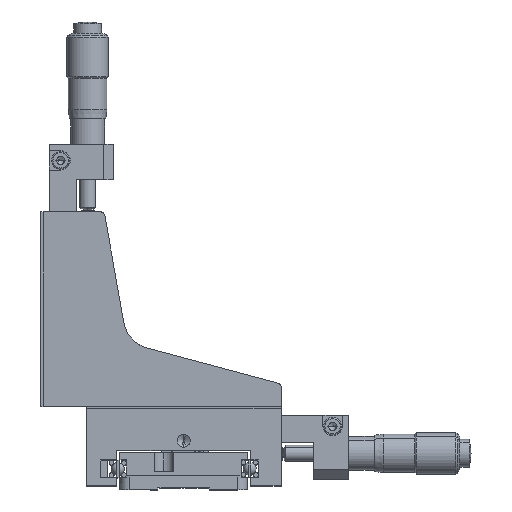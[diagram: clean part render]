
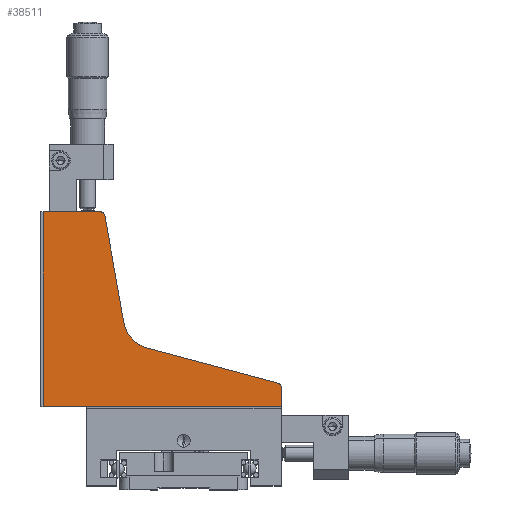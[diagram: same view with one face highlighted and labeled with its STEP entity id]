
A CAD part, top view. The second image highlights one B-rep face of the part: STEP entity #38511.
In plain terms, the highlighted planar face has unit normal (0, 0, 1).
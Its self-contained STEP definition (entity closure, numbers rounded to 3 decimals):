
#267 = EDGE_CURVE ( 'NONE', #8065, #11796, #33301, .T. ) ;
#951 = CARTESIAN_POINT ( 'NONE',  ( -43.7, 25.8, 92.789 ) ) ;
#1101 = DIRECTION ( 'NONE',  ( 0., -1., 0. ) ) ;
#1209 = CIRCLE ( 'NONE', #6662, 1.5 ) ;
#1518 = DIRECTION ( 'NONE',  ( 0.174, -0.985, 0. ) ) ;
#2148 = DIRECTION ( 'NONE',  ( 0., 0., 1. ) ) ;
#2692 = DIRECTION ( 'NONE',  ( 0., 0., -1. ) ) ;
#3167 = EDGE_CURVE ( 'NONE', #8050, #14917, #37428, .T. ) ;
#3179 = CARTESIAN_POINT ( 'NONE',  ( -43.7, 86.3, 92.789 ) ) ;
#3565 = CARTESIAN_POINT ( 'NONE',  ( 30.3, 31.649, 92.789 ) ) ;
#4116 = DIRECTION ( 'NONE',  ( 0., 1., 0. ) ) ;
#4133 = CARTESIAN_POINT ( 'NONE',  ( -8.784, 53.625, 92.789 ) ) ;
#4201 = VECTOR ( 'NONE', #25282, 1000. ) ;
#6662 = AXIS2_PLACEMENT_3D ( 'NONE', #20848, #2148, #39571 ) ;
#6779 = ORIENTED_EDGE ( 'NONE', *, *, #8182, .F. ) ;
#7626 = CARTESIAN_POINT ( 'NONE',  ( 29.188, 33.098, 92.789 ) ) ;
#7694 = EDGE_CURVE ( 'NONE', #16885, #11796, #11145, .T. ) ;
#8050 = VERTEX_POINT ( 'NONE', #37853 ) ;
#8065 = VERTEX_POINT ( 'NONE', #3565 ) ;
#8182 = EDGE_CURVE ( 'NONE', #8065, #26129, #39722, .T. ) ;
#8214 = EDGE_CURVE ( 'NONE', #10639, #8050, #13842, .T. ) ;
#8751 = CIRCLE ( 'NONE', #36947, 10. ) ;
#9018 = VECTOR ( 'NONE', #26250, 1000. ) ;
#10639 = VERTEX_POINT ( 'NONE', #22588 ) ;
#10915 = ORIENTED_EDGE ( 'NONE', *, *, #267, .T. ) ;
#10999 = CARTESIAN_POINT ( 'NONE',  ( -24.7, 86.3, 92.789 ) ) ;
#11145 = LINE ( 'NONE', #25585, #33576 ) ;
#11526 = DIRECTION ( 'NONE',  ( -1., 0., 0. ) ) ;
#11636 = PLANE ( 'NONE',  #16826 ) ;
#11746 = EDGE_LOOP ( 'NONE', ( #27064, #38622, #33504, #14193, #34919, #6779, #10915, #35999, #19121 ) ) ;
#11796 = VERTEX_POINT ( 'NONE', #7626 ) ;
#13571 = DIRECTION ( 'NONE',  ( -1., 0., 0. ) ) ;
#13832 = DIRECTION ( 'NONE',  ( 0., 0., 1. ) ) ;
#13842 = LINE ( 'NONE', #951, #34766 ) ;
#14193 = ORIENTED_EDGE ( 'NONE', *, *, #8214, .F. ) ;
#14755 = CARTESIAN_POINT ( 'NONE',  ( -43.7, 86.3, 92.789 ) ) ;
#14917 = VERTEX_POINT ( 'NONE', #35905 ) ;
#16826 = AXIS2_PLACEMENT_3D ( 'NONE', #14755, #2692, #11526 ) ;
#16885 = VERTEX_POINT ( 'NONE', #29127 ) ;
#16936 = DIRECTION ( 'NONE',  ( -1., 0., 0. ) ) ;
#18635 = CARTESIAN_POINT ( 'NONE',  ( -18.632, 51.889, 92.789 ) ) ;
#19121 = ORIENTED_EDGE ( 'NONE', *, *, #20742, .T. ) ;
#20710 = VERTEX_POINT ( 'NONE', #35996 ) ;
#20742 = EDGE_CURVE ( 'NONE', #16885, #24468, #8751, .T. ) ;
#20848 = CARTESIAN_POINT ( 'NONE',  ( -25.959, 84.8, 92.789 ) ) ;
#22588 = CARTESIAN_POINT ( 'NONE',  ( -43.7, 25.8, 92.789 ) ) ;
#23439 = CARTESIAN_POINT ( 'NONE',  ( 30.3, 25.8, 92.789 ) ) ;
#23580 = EDGE_CURVE ( 'NONE', #20710, #24468, #31067, .T. ) ;
#23640 = LINE ( 'NONE', #26382, #9018 ) ;
#24468 = VERTEX_POINT ( 'NONE', #18635 ) ;
#25199 = VECTOR ( 'NONE', #1518, 1000. ) ;
#25259 = AXIS2_PLACEMENT_3D ( 'NONE', #26233, #13832, #16936 ) ;
#25282 = DIRECTION ( 'NONE',  ( 1., 0., 0. ) ) ;
#25585 = CARTESIAN_POINT ( 'NONE',  ( 30.3, 32.8, 92.789 ) ) ;
#26129 = VERTEX_POINT ( 'NONE', #23439 ) ;
#26233 = CARTESIAN_POINT ( 'NONE',  ( 28.8, 31.649, 92.789 ) ) ;
#26250 = DIRECTION ( 'NONE',  ( -1., 0., 0. ) ) ;
#26382 = CARTESIAN_POINT ( 'NONE',  ( -43.7, 25.8, 92.789 ) ) ;
#27064 = ORIENTED_EDGE ( 'NONE', *, *, #23580, .F. ) ;
#28462 = VECTOR ( 'NONE', #1101, 1000. ) ;
#29127 = CARTESIAN_POINT ( 'NONE',  ( -11.373, 43.966, 92.789 ) ) ;
#31067 = LINE ( 'NONE', #10999, #25199 ) ;
#31440 = EDGE_CURVE ( 'NONE', #20710, #14917, #1209, .T. ) ;
#32210 = EDGE_CURVE ( 'NONE', #26129, #10639, #23640, .T. ) ;
#33301 = CIRCLE ( 'NONE', #25259, 1.5 ) ;
#33504 = ORIENTED_EDGE ( 'NONE', *, *, #3167, .F. ) ;
#33576 = VECTOR ( 'NONE', #38292, 1000. ) ;
#34766 = VECTOR ( 'NONE', #4116, 1000. ) ;
#34919 = ORIENTED_EDGE ( 'NONE', *, *, #32210, .F. ) ;
#35373 = CARTESIAN_POINT ( 'NONE',  ( 30.3, 25.8, 92.789 ) ) ;
#35905 = CARTESIAN_POINT ( 'NONE',  ( -25.959, 86.3, 92.789 ) ) ;
#35996 = CARTESIAN_POINT ( 'NONE',  ( -24.481, 85.06, 92.789 ) ) ;
#35999 = ORIENTED_EDGE ( 'NONE', *, *, #7694, .F. ) ;
#36078 = FACE_OUTER_BOUND ( 'NONE', #11746, .T. ) ;
#36947 = AXIS2_PLACEMENT_3D ( 'NONE', #4133, #38409, #13571 ) ;
#37428 = LINE ( 'NONE', #3179, #4201 ) ;
#37853 = CARTESIAN_POINT ( 'NONE',  ( -43.7, 86.3, 92.789 ) ) ;
#38292 = DIRECTION ( 'NONE',  ( 0.966, -0.259, 0. ) ) ;
#38409 = DIRECTION ( 'NONE',  ( 0., 0., -1. ) ) ;
#38511 = ADVANCED_FACE ( 'NONE', ( #36078 ), #11636, .F. ) ;
#38622 = ORIENTED_EDGE ( 'NONE', *, *, #31440, .T. ) ;
#39571 = DIRECTION ( 'NONE',  ( -1., 0., 0. ) ) ;
#39722 = LINE ( 'NONE', #35373, #28462 ) ;
